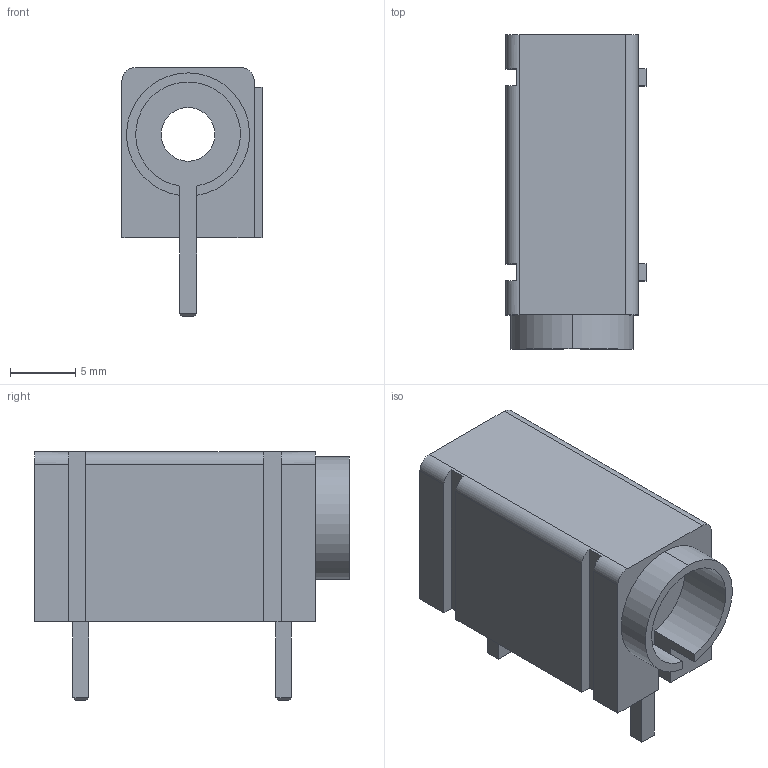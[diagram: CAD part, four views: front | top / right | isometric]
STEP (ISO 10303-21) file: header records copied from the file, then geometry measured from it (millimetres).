
FILE_DESCRIPTION (( 'STEP AP214' ), '1' );
FILE_NAME ('71E69887-69DC-4702-A96F-6D8A04F5F2E7.STEP', '2024-02-13T14:55:28', ( '' ), ( '' ), 'SwSTEP 2.0', 'SolidWorks 2022', '' );
FILE_SCHEMA (( 'AUTOMOTIVE_DESIGN' ));
Length unit declared in the file: millimetre
Products named in the file (1): 71E69887-69DC-4702-A96F-6D8A04F5F2E7
Bounding box: 10.7 x 24 x 19 mm (x, y, z)
Volume: 2377.3 mm3; surface area: 1829.9 mm2
Topology: 1 solids, 1 shells, 54 faces, 144 edges, 92 vertices
Faces by surface type: plane 45, cylinder 9
Entity records: 1912 total; most frequent: CARTESIAN_POINT 291, ORIENTED_EDGE 288, DIRECTION 276, EDGE_CURVE 144, LINE 122, VECTOR 122, VERTEX_POINT 92, AXIS2_PLACEMENT_3D 77
